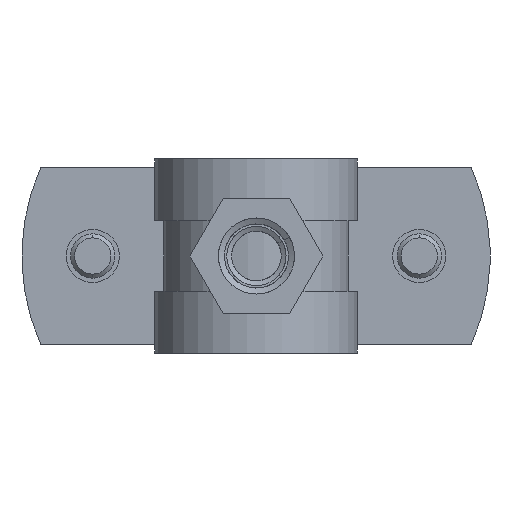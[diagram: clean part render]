
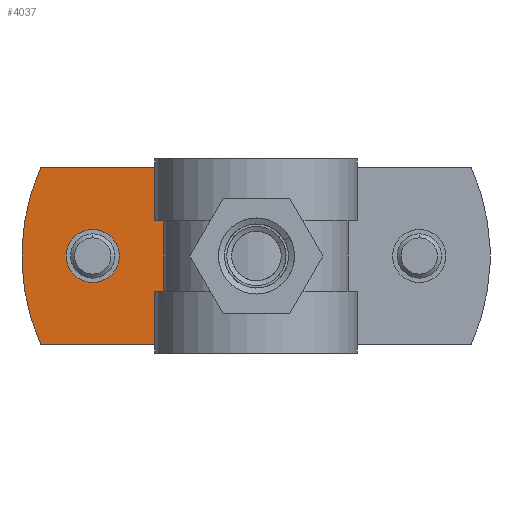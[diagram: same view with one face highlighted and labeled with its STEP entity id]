
A CAD part, front view. The second image highlights one B-rep face of the part: STEP entity #4037.
In plain terms, the highlighted planar face has unit normal (0, -1, 0).
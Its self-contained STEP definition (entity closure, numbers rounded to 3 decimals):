
#33 = CARTESIAN_POINT ( 'NONE',  ( 0., -1.02, 20. ) ) ;
#81 = DIRECTION ( 'NONE',  ( 0., 0., 1. ) ) ;
#192 = EDGE_CURVE ( 'NONE', #6676, #6868, #10803, .T. ) ;
#550 = VERTEX_POINT ( 'NONE', #1234 ) ;
#646 = VECTOR ( 'NONE', #10332, 1000. ) ;
#667 = LINE ( 'NONE', #8471, #6701 ) ;
#752 = VECTOR ( 'NONE', #2258, 1000. ) ;
#847 = ORIENTED_EDGE ( 'NONE', *, *, #8967, .F. ) ;
#900 = ORIENTED_EDGE ( 'NONE', *, *, #1778, .F. ) ;
#913 = VERTEX_POINT ( 'NONE', #8738 ) ;
#1148 = LINE ( 'NONE', #4596, #5826 ) ;
#1234 = CARTESIAN_POINT ( 'NONE',  ( 16., -1.02, 6. ) ) ;
#1246 = VERTEX_POINT ( 'NONE', #5269 ) ;
#1458 = EDGE_CURVE ( 'NONE', #9832, #6868, #1148, .T. ) ;
#1778 = EDGE_CURVE ( 'NONE', #6676, #5941, #6739, .T. ) ;
#2161 = DIRECTION ( 'NONE',  ( 0., 1., 0. ) ) ;
#2170 = EDGE_LOOP ( 'NONE', ( #8971, #8563, #10257, #8013, #7731, #3511, #847, #4351, #900, #9202 ) ) ;
#2200 = CARTESIAN_POINT ( 'NONE',  ( 15.013, -1.02, 0. ) ) ;
#2258 = DIRECTION ( 'NONE',  ( 0., 0., -1. ) ) ;
#2405 = DIRECTION ( 'NONE',  ( 1., 0., 0. ) ) ;
#2518 = DIRECTION ( 'NONE',  ( 0., 1., 0. ) ) ;
#3015 = DIRECTION ( 'NONE',  ( 0., 1., 0. ) ) ;
#3024 = CARTESIAN_POINT ( 'NONE',  ( 24.393, -1.02, 10. ) ) ;
#3037 = EDGE_LOOP ( 'NONE', ( #9293, #7961 ) ) ;
#3075 = DIRECTION ( 'NONE',  ( 0., 0., 1. ) ) ;
#3315 = AXIS2_PLACEMENT_3D ( 'NONE', #7056, #10495, #6099 ) ;
#3450 = EDGE_CURVE ( 'NONE', #1246, #913, #7873, .T. ) ;
#3511 = ORIENTED_EDGE ( 'NONE', *, *, #8442, .F. ) ;
#4014 = FACE_BOUND ( 'NONE', #3037, .T. ) ;
#4037 = ADVANCED_FACE ( 'NONE', ( #4014, #5021 ), #10278, .F. ) ;
#4120 = DIRECTION ( 'NONE',  ( 1., 0., 0. ) ) ;
#4151 = EDGE_CURVE ( 'NONE', #8839, #5941, #9662, .T. ) ;
#4153 = EDGE_CURVE ( 'NONE', #9832, #550, #10387, .T. ) ;
#4178 = DIRECTION ( 'NONE',  ( 0., 0., 1. ) ) ;
#4243 = AXIS2_PLACEMENT_3D ( 'NONE', #10814, #3015, #6509 ) ;
#4351 = ORIENTED_EDGE ( 'NONE', *, *, #4151, .T. ) ;
#4546 = CARTESIAN_POINT ( 'NONE',  ( 0., -1.02, 10.95 ) ) ;
#4596 = CARTESIAN_POINT ( 'NONE',  ( 15.013, -1.02, 6. ) ) ;
#4697 = EDGE_CURVE ( 'NONE', #913, #1246, #11132, .T. ) ;
#4736 = CIRCLE ( 'NONE', #9792, 24.411 ) ;
#4838 = VECTOR ( 'NONE', #10747, 1000. ) ;
#4871 = LINE ( 'NONE', #10920, #752 ) ;
#5021 = FACE_OUTER_BOUND ( 'NONE', #2170, .T. ) ;
#5066 = LINE ( 'NONE', #8416, #6545 ) ;
#5269 = CARTESIAN_POINT ( 'NONE',  ( 8., -1.02, 7. ) ) ;
#5394 = VERTEX_POINT ( 'NONE', #6529 ) ;
#5826 = VECTOR ( 'NONE', #8061, 1000. ) ;
#5941 = VERTEX_POINT ( 'NONE', #6453 ) ;
#6095 = VERTEX_POINT ( 'NONE', #11026 ) ;
#6099 = DIRECTION ( 'NONE',  ( 0., 0., 1. ) ) ;
#6252 = VECTOR ( 'NONE', #7804, 1000. ) ;
#6342 = VECTOR ( 'NONE', #4120, 1000. ) ;
#6453 = CARTESIAN_POINT ( 'NONE',  ( 0., -1.02, 9.05 ) ) ;
#6509 = DIRECTION ( 'NONE',  ( 0., 0., 1. ) ) ;
#6529 = CARTESIAN_POINT ( 'NONE',  ( 15.013, -1.02, 14. ) ) ;
#6545 = VECTOR ( 'NONE', #2405, 1000. ) ;
#6676 = VERTEX_POINT ( 'NONE', #8771 ) ;
#6701 = VECTOR ( 'NONE', #9490, 1000. ) ;
#6739 = CIRCLE ( 'NONE', #3315, 24.411 ) ;
#6868 = VERTEX_POINT ( 'NONE', #2200 ) ;
#7056 = CARTESIAN_POINT ( 'NONE',  ( 24.393, -1.02, 10. ) ) ;
#7731 = ORIENTED_EDGE ( 'NONE', *, *, #8464, .F. ) ;
#7801 = LINE ( 'NONE', #8522, #6342 ) ;
#7804 = DIRECTION ( 'NONE',  ( 1., 0., 0. ) ) ;
#7873 = CIRCLE ( 'NONE', #4243, 3. ) ;
#7961 = ORIENTED_EDGE ( 'NONE', *, *, #3450, .T. ) ;
#8013 = ORIENTED_EDGE ( 'NONE', *, *, #9831, .F. ) ;
#8061 = DIRECTION ( 'NONE',  ( 0., 0., -1. ) ) ;
#8214 = CARTESIAN_POINT ( 'NONE',  ( 0., -1.02, 0. ) ) ;
#8416 = CARTESIAN_POINT ( 'NONE',  ( 0., -1.02, 14. ) ) ;
#8442 = EDGE_CURVE ( 'NONE', #6095, #10865, #7801, .T. ) ;
#8464 = EDGE_CURVE ( 'NONE', #10865, #5394, #667, .T. ) ;
#8471 = CARTESIAN_POINT ( 'NONE',  ( 15.013, -1.02, 21. ) ) ;
#8522 = CARTESIAN_POINT ( 'NONE',  ( 0., -1.02, 20. ) ) ;
#8563 = ORIENTED_EDGE ( 'NONE', *, *, #4153, .T. ) ;
#8597 = AXIS2_PLACEMENT_3D ( 'NONE', #8737, #10479, #81 ) ;
#8737 = CARTESIAN_POINT ( 'NONE',  ( 8., -1.02, 10. ) ) ;
#8738 = CARTESIAN_POINT ( 'NONE',  ( 8., -1.02, 13. ) ) ;
#8771 = CARTESIAN_POINT ( 'NONE',  ( 2.124, -1.02, 0. ) ) ;
#8839 = VERTEX_POINT ( 'NONE', #4546 ) ;
#8967 = EDGE_CURVE ( 'NONE', #8839, #6095, #4736, .T. ) ;
#8971 = ORIENTED_EDGE ( 'NONE', *, *, #1458, .F. ) ;
#9202 = ORIENTED_EDGE ( 'NONE', *, *, #192, .T. ) ;
#9227 = EDGE_CURVE ( 'NONE', #9585, #550, #4871, .T. ) ;
#9293 = ORIENTED_EDGE ( 'NONE', *, *, #4697, .T. ) ;
#9430 = CARTESIAN_POINT ( 'NONE',  ( 0., -1.02, 6. ) ) ;
#9490 = DIRECTION ( 'NONE',  ( 0., 0., -1. ) ) ;
#9585 = VERTEX_POINT ( 'NONE', #9723 ) ;
#9662 = LINE ( 'NONE', #33, #646 ) ;
#9677 = AXIS2_PLACEMENT_3D ( 'NONE', #10912, #2518, #4178 ) ;
#9723 = CARTESIAN_POINT ( 'NONE',  ( 16., -1.02, 14. ) ) ;
#9792 = AXIS2_PLACEMENT_3D ( 'NONE', #3024, #2161, #3075 ) ;
#9831 = EDGE_CURVE ( 'NONE', #5394, #9585, #5066, .T. ) ;
#9832 = VERTEX_POINT ( 'NONE', #10326 ) ;
#10257 = ORIENTED_EDGE ( 'NONE', *, *, #9227, .F. ) ;
#10278 = PLANE ( 'NONE',  #9677 ) ;
#10326 = CARTESIAN_POINT ( 'NONE',  ( 15.013, -1.02, 6. ) ) ;
#10332 = DIRECTION ( 'NONE',  ( 0., 0., -1. ) ) ;
#10387 = LINE ( 'NONE', #9430, #6252 ) ;
#10479 = DIRECTION ( 'NONE',  ( 0., 1., 0. ) ) ;
#10495 = DIRECTION ( 'NONE',  ( 0., 1., 0. ) ) ;
#10747 = DIRECTION ( 'NONE',  ( 1., 0., 0. ) ) ;
#10803 = LINE ( 'NONE', #8214, #4838 ) ;
#10814 = CARTESIAN_POINT ( 'NONE',  ( 8., -1.02, 10. ) ) ;
#10865 = VERTEX_POINT ( 'NONE', #11031 ) ;
#10912 = CARTESIAN_POINT ( 'NONE',  ( 0., -1.02, 20. ) ) ;
#10920 = CARTESIAN_POINT ( 'NONE',  ( 16., -1.02, 20. ) ) ;
#11026 = CARTESIAN_POINT ( 'NONE',  ( 2.124, -1.02, 20. ) ) ;
#11031 = CARTESIAN_POINT ( 'NONE',  ( 15.013, -1.02, 20. ) ) ;
#11132 = CIRCLE ( 'NONE', #8597, 3. ) ;
